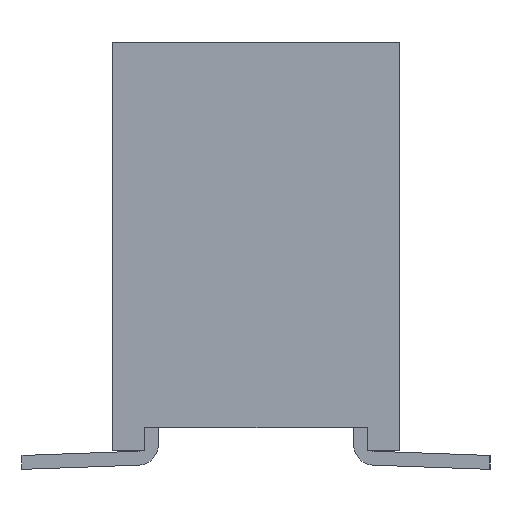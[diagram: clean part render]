
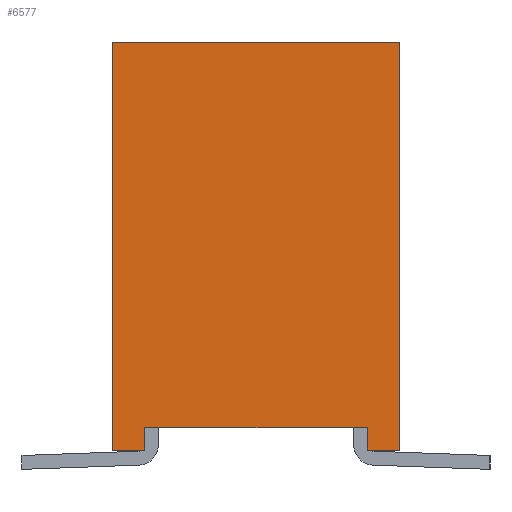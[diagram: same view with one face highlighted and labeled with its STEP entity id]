
A CAD part, left-side view. The second image highlights one B-rep face of the part: STEP entity #6577.
In plain terms, the highlighted planar face has unit normal (-1, 0, 0).
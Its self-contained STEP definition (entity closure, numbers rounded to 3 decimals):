
#361=FACE_OUTER_BOUND($,#783,.T.);
#783=EDGE_LOOP($,(#5031,#5032,#5033,#5034,#5035,#5036,#5037,#5038));
#1004=LINE($,#9081,#1852);
#1102=LINE($,#9279,#1950);
#1409=LINE($,#9892,#2257);
#1412=LINE($,#9898,#2260);
#1415=LINE($,#9905,#2263);
#1418=LINE($,#9910,#2266);
#1422=LINE($,#9916,#2270);
#1423=LINE($,#9918,#2271);
#1852=VECTOR($,#7308,3.1);
#1950=VECTOR($,#7418,2.4);
#2257=VECTOR($,#8023,0.25);
#2260=VECTOR($,#8028,0.35);
#2263=VECTOR($,#8033,0.35);
#2266=VECTOR($,#8038,4.4);
#2270=VECTOR($,#8046,4.4);
#2271=VECTOR($,#8049,0.25);
#2700=VERTEX_POINT($,#9078);
#2701=VERTEX_POINT($,#9080);
#2794=VERTEX_POINT($,#9276);
#2795=VERTEX_POINT($,#9278);
#2951=VERTEX_POINT($,#9889);
#2954=VERTEX_POINT($,#9896);
#2956=VERTEX_POINT($,#9902);
#2957=VERTEX_POINT($,#9904);
#3292=EDGE_CURVE($,#2701,#2700,#1004,.T.);
#3390=EDGE_CURVE($,#2795,#2794,#1102,.T.);
#3697=EDGE_CURVE($,#2794,#2951,#1409,.T.);
#3700=EDGE_CURVE($,#2951,#2954,#1412,.T.);
#3703=EDGE_CURVE($,#2957,#2956,#1415,.T.);
#3706=EDGE_CURVE($,#2954,#2701,#1418,.T.);
#3710=EDGE_CURVE($,#2700,#2957,#1422,.T.);
#3711=EDGE_CURVE($,#2956,#2795,#1423,.T.);
#5031=ORIENTED_EDGE($,*,*,#3292,.T.);
#5032=ORIENTED_EDGE($,*,*,#3710,.T.);
#5033=ORIENTED_EDGE($,*,*,#3703,.T.);
#5034=ORIENTED_EDGE($,*,*,#3711,.T.);
#5035=ORIENTED_EDGE($,*,*,#3390,.T.);
#5036=ORIENTED_EDGE($,*,*,#3697,.T.);
#5037=ORIENTED_EDGE($,*,*,#3700,.T.);
#5038=ORIENTED_EDGE($,*,*,#3706,.T.);
#6236=PLANE($,#7003);
#6577=ADVANCED_FACE($,(#361),#6236,.T.);
#7003=AXIS2_PLACEMENT_3D($,#9917,#8047,#8048);
#7308=DIRECTION($,(0.,1.,0.));
#7418=DIRECTION($,(0.,-1.,0.));
#8023=DIRECTION($,(0.,0.,-1.));
#8028=DIRECTION($,(0.,-1.,0.));
#8033=DIRECTION($,(0.,-1.,0.));
#8038=DIRECTION($,(0.,0.,1.));
#8046=DIRECTION($,(0.,0.,-1.));
#8047=DIRECTION('center_axis',(-1.,0.,0.));
#8048=DIRECTION('ref_axis',(0.,-1.,0.));
#8049=DIRECTION($,(0.,0.,1.));
#9078=CARTESIAN_POINT('',(-6.525,1.55,4.6));
#9080=CARTESIAN_POINT('',(-6.525,-1.55,4.6));
#9081=CARTESIAN_POINT($,(-6.525,-1.55,4.6));
#9276=CARTESIAN_POINT('',(-6.525,-1.2,0.45));
#9278=CARTESIAN_POINT('',(-6.525,1.2,0.45));
#9279=CARTESIAN_POINT($,(-6.525,1.2,0.45));
#9889=CARTESIAN_POINT('',(-6.525,-1.2,0.2));
#9892=CARTESIAN_POINT($,(-6.525,-1.2,0.45));
#9896=CARTESIAN_POINT('',(-6.525,-1.55,0.2));
#9898=CARTESIAN_POINT($,(-6.525,-1.2,0.2));
#9902=CARTESIAN_POINT('',(-6.525,1.2,0.2));
#9904=CARTESIAN_POINT('',(-6.525,1.55,0.2));
#9905=CARTESIAN_POINT($,(-6.525,1.55,0.2));
#9910=CARTESIAN_POINT($,(-6.525,-1.55,0.2));
#9916=CARTESIAN_POINT($,(-6.525,1.55,4.6));
#9917=CARTESIAN_POINT('Origin',(-6.525,0.,4.6));
#9918=CARTESIAN_POINT($,(-6.525,1.2,0.2));
